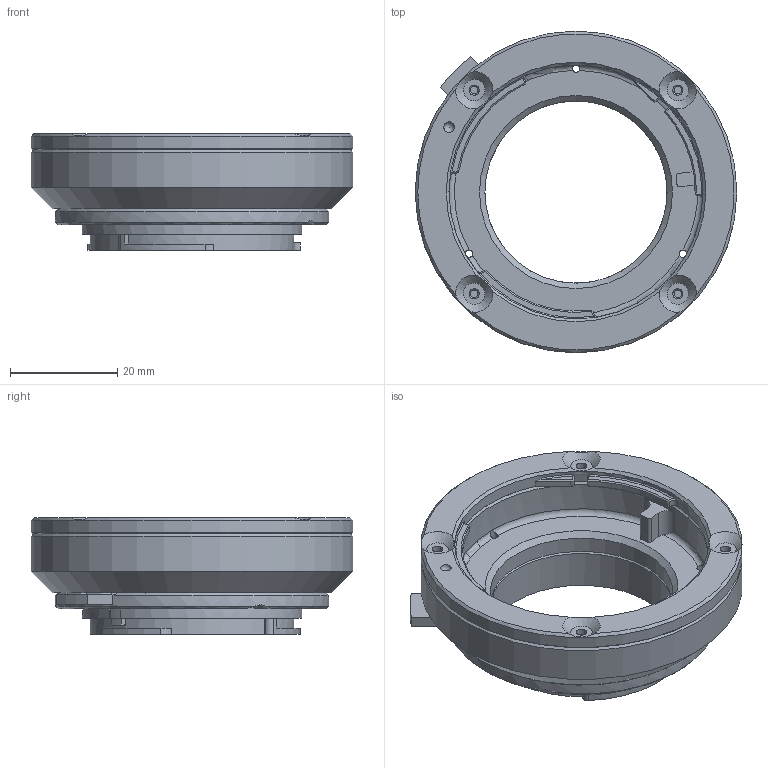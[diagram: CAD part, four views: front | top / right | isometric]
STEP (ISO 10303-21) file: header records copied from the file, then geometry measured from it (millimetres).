
FILE_DESCRIPTION(/* description */ ('Unknown'),/* implementation_level */ '2;1');
FILE_NAME(/* name */ 'dumbBody_OM_PENF_assembly',/* time_stamp */ '2025-08-07T17:28:48-04:00',/* author */ ('Unknown'),/* organization */ ('Unknown'),/* preprocessor_version */ 'ST-DEVELOPER v18.1',/* originating_system */ 'Solid Edge',/* authorisation */ 'Unknown');
FILE_SCHEMA (('AUTOMOTIVE_DESIGN {1 0 10303 214 3 1 1}'));
Length unit declared in the file: millimetre
Products named in the file (5): dumbAdapter_PENF; mountLensBase_lensLock_extended_PENF; mountLensDumbBody_PENF; dumbBodyFlange_OM_PENF; dumbBody_OM_PENF
Assembly tree (4 placements, depth 2):
  dumbAdapter_PENF
    mountLensBase_lensLock_extended_PENF
    mountLensDumbBody_PENF
    dumbBodyFlange_OM_PENF
    dumbBody_OM_PENF
Bounding box: 60 x 60 x 21.8 mm (x, y, z)
Volume: 21571.9 mm3; surface area: 14759.2 mm2
Topology: 4 solids, 4 shells, 254 faces, 656 edges, 408 vertices
Faces by surface type: plane 121, cylinder 67, cone 56, torus 8, sphere 2
Full cylindrical faces by diameter (mm): 1.4 x7, 1.8 x3, 1.89 x4, 34 x2, 47.4 x2, 51 x1, 60 x2
Entity records: 8271 total; most frequent: CARTESIAN_POINT 1483, DIRECTION 1290, ORIENTED_EDGE 1162, EDGE_CURVE 581, AXIS2_PLACEMENT_3D 518, VERTEX_POINT 381, EDGE_LOOP 328, FACE_BOUND 328
